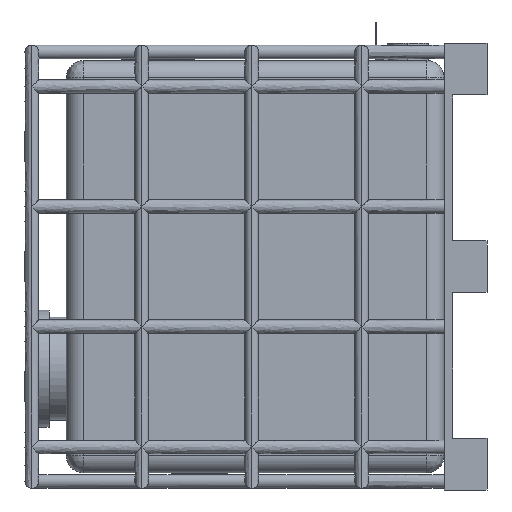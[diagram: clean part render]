
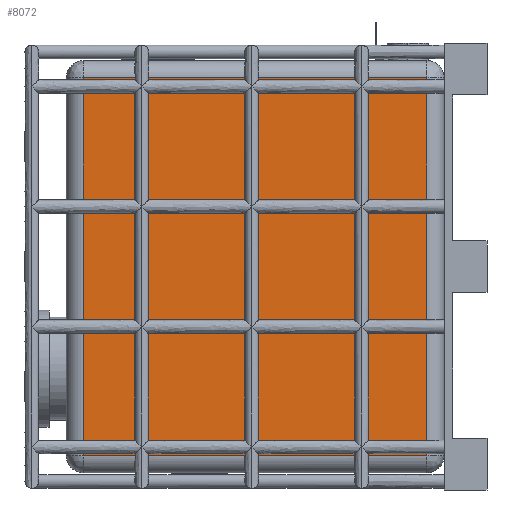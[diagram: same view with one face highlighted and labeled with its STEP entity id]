
A CAD part, left-side view. The second image highlights one B-rep face of the part: STEP entity #8072.
In plain terms, the highlighted free-form (B-spline) face has degree [1, 1] with [2, 2] control points.
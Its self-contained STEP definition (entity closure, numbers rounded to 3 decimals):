
#8072 = ADVANCED_FACE('',(#8073),#8103,.T.);
#8073 = FACE_BOUND('',#8074,.T.);
#8074 = EDGE_LOOP('',(#8075,#8084,#8091,#8098));
#8075 = ORIENTED_EDGE('',*,*,#8076,.T.);
#8076 = EDGE_CURVE('',#8077,#8079,#8081,.T.);
#8077 = VERTEX_POINT('',#8078);
#8078 = CARTESIAN_POINT('',(-679.132,1188.481,
    -622.538));
#8079 = VERTEX_POINT('',#8080);
#8080 = CARTESIAN_POINT('',(-679.132,56.594,
    -622.538));
#8081 = B_SPLINE_CURVE_WITH_KNOTS('',1,(#8082,#8083),.UNSPECIFIED.,.F.,
  .F.,(2,2),(50.,1050.),.PIECEWISE_BEZIER_KNOTS.);
#8082 = CARTESIAN_POINT('',(-679.132,1188.481,
    -622.538));
#8083 = CARTESIAN_POINT('',(-679.132,56.594,
    -622.538));
#8084 = ORIENTED_EDGE('',*,*,#8085,.T.);
#8085 = EDGE_CURVE('',#8079,#8086,#8088,.T.);
#8086 = VERTEX_POINT('',#8087);
#8087 = CARTESIAN_POINT('',(-679.132,56.594,
    622.538));
#8088 = B_SPLINE_CURVE_WITH_KNOTS('',1,(#8089,#8090),.UNSPECIFIED.,.F.,
  .F.,(2,2),(-1150.,-50.),.PIECEWISE_BEZIER_KNOTS.);
#8089 = CARTESIAN_POINT('',(-679.132,56.594,
    -622.538));
#8090 = CARTESIAN_POINT('',(-679.132,56.594,
    622.538));
#8091 = ORIENTED_EDGE('',*,*,#8092,.T.);
#8092 = EDGE_CURVE('',#8086,#8093,#8095,.T.);
#8093 = VERTEX_POINT('',#8094);
#8094 = CARTESIAN_POINT('',(-679.132,1188.481,
    622.538));
#8095 = B_SPLINE_CURVE_WITH_KNOTS('',1,(#8096,#8097),.UNSPECIFIED.,.F.,
  .F.,(2,2),(-1050.,-50.),.PIECEWISE_BEZIER_KNOTS.);
#8096 = CARTESIAN_POINT('',(-679.132,56.594,
    622.538));
#8097 = CARTESIAN_POINT('',(-679.132,1188.481,
    622.538));
#8098 = ORIENTED_EDGE('',*,*,#8099,.T.);
#8099 = EDGE_CURVE('',#8093,#8077,#8100,.T.);
#8100 = B_SPLINE_CURVE_WITH_KNOTS('',1,(#8101,#8102),.UNSPECIFIED.,.F.,
  .F.,(2,2),(50.,1150.),.PIECEWISE_BEZIER_KNOTS.);
#8101 = CARTESIAN_POINT('',(-679.132,1188.481,
    622.538));
#8102 = CARTESIAN_POINT('',(-679.132,1188.481,
    -622.538));
#8103 = B_SPLINE_SURFACE_WITH_KNOTS('',1,1,(
    (#8104,#8105)
    ,(#8106,#8107
    )),.UNSPECIFIED.,.F.,.F.,.F.,(2,2),(2,2),(-1150.,-50.),(-1050.
    ,-50.),.PIECEWISE_BEZIER_KNOTS.);
#8104 = CARTESIAN_POINT('',(-679.132,56.594,
    -622.538));
#8105 = CARTESIAN_POINT('',(-679.132,1188.481,
    -622.538));
#8106 = CARTESIAN_POINT('',(-679.132,56.594,
    622.538));
#8107 = CARTESIAN_POINT('',(-679.132,1188.481,
    622.538));
